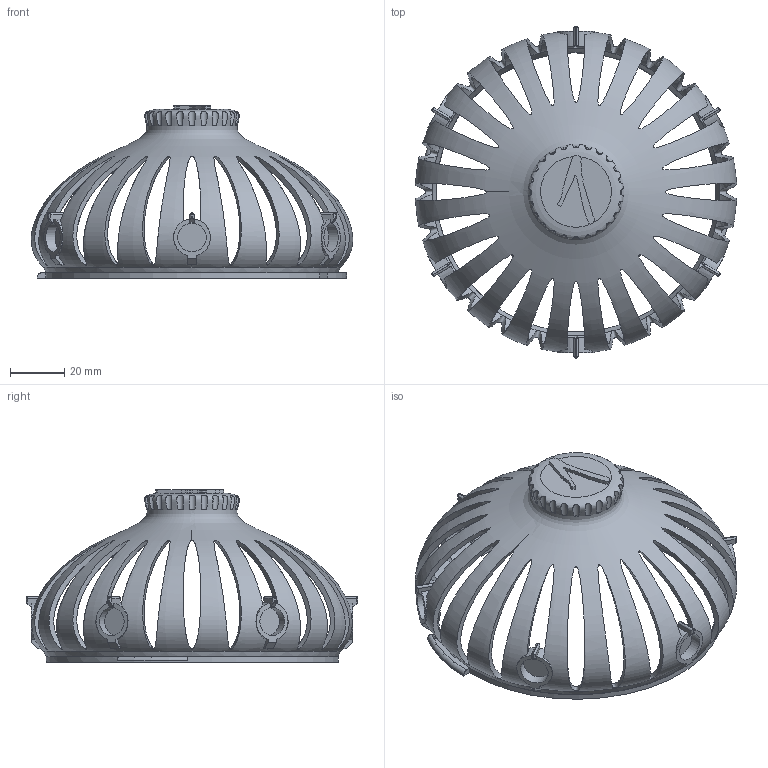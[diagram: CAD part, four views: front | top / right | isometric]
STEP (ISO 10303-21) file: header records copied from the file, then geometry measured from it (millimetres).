
FILE_DESCRIPTION( ( '' ), ' ' );
FILE_NAME( '59d96d5a7b7c470b88c802a0.step', '2017-10-08T00:12:11', ( '' ), ( '' ), ' ', ' ', ' ' );
FILE_SCHEMA( ( 'AUTOMOTIVE_DESIGN { 1 0 10303 214 1 1 1 1 }' ) );
Length unit declared in the file: metre
Products named in the file (1): Cap
Bounding box: 117.99 x 121.89 x 63.34 mm (x, y, z)
Volume: 10643.9 mm3; surface area: 38758.8 mm2
Topology: 1 solids, 1 shells, 303 faces, 942 edges, 622 vertices
Faces by surface type: plane 190, cylinder 65, extrusion 42, offset 2, cone 2, revolution 1, torus 1
Full cylindrical faces by diameter (mm): 10.5 x6, 13.5 x6, 102.724 x1
Entity records: 19583 total; most frequent: CARTESIAN_POINT 9086, ORIENTED_EDGE 1742, DIRECTION 1505, EDGE_CURVE 871, VERTEX_POINT 589, VECTOR 512, AXIS2_PLACEMENT_3D 495, LINE 470
